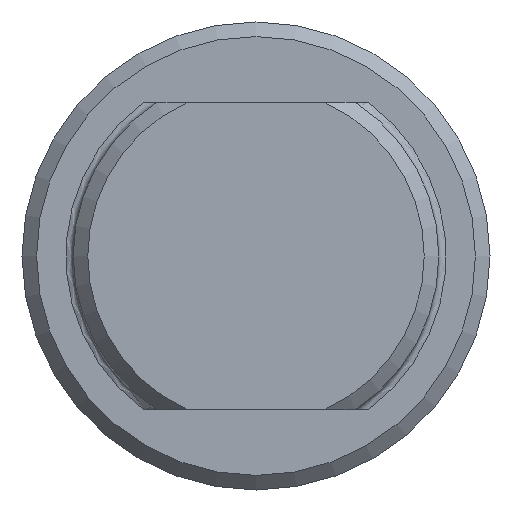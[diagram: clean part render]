
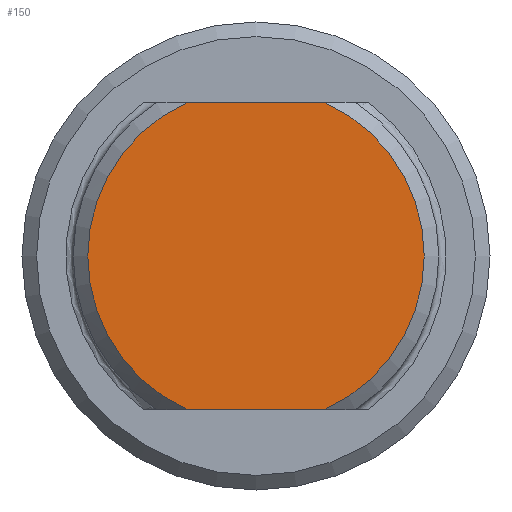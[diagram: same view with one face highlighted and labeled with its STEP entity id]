
A CAD part, front view. The second image highlights one B-rep face of the part: STEP entity #150.
In plain terms, the highlighted planar face has unit normal (0, -1, 0).
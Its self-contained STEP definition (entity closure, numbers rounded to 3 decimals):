
#150 = ADVANCED_FACE( '', ( #349 ), #350, .F. );
#349 = FACE_OUTER_BOUND( '', #593, .T. );
#350 = PLANE( '', #594 );
#593 = EDGE_LOOP( '', ( #892, #893, #894, #895 ) );
#594 = AXIS2_PLACEMENT_3D( '', #896, #897, #898 );
#892 = ORIENTED_EDGE( '', *, *, #1176, .T. );
#893 = ORIENTED_EDGE( '', *, *, #1177, .T. );
#894 = ORIENTED_EDGE( '', *, *, #1178, .T. );
#895 = ORIENTED_EDGE( '', *, *, #1137, .T. );
#896 = CARTESIAN_POINT( '', ( 0., -120.65, 0. ) );
#897 = DIRECTION( '', ( 0., 1., 0. ) );
#898 = DIRECTION( '', ( 0., 0., -1. ) );
#1137 = EDGE_CURVE( '', #1296, #1294, #1297, .F. );
#1176 = EDGE_CURVE( '', #1294, #1354, #1355, .T. );
#1177 = EDGE_CURVE( '', #1354, #1356, #1357, .F. );
#1178 = EDGE_CURVE( '', #1356, #1296, #1358, .T. );
#1294 = VERTEX_POINT( '', #1495 );
#1296 = VERTEX_POINT( '', #1500 );
#1297 = CIRCLE( '', #1501, 11.5 );
#1354 = VERTEX_POINT( '', #1563 );
#1355 = LINE( '', #1564, #1565 );
#1356 = VERTEX_POINT( '', #1566 );
#1357 = CIRCLE( '', #1567, 11.5 );
#1358 = LINE( '', #1568, #1569 );
#1495 = CARTESIAN_POINT( '', ( 4.69, -120.65, 10.5 ) );
#1500 = CARTESIAN_POINT( '', ( 4.69, -120.65, -10.5 ) );
#1501 = AXIS2_PLACEMENT_3D( '', #1758, #1759, #1760 );
#1563 = CARTESIAN_POINT( '', ( -4.69, -120.65, 10.5 ) );
#1564 = CARTESIAN_POINT( '', ( 12.5, -120.65, 10.5 ) );
#1565 = VECTOR( '', #1814, 1000. );
#1566 = CARTESIAN_POINT( '', ( -4.69, -120.65, -10.5 ) );
#1567 = AXIS2_PLACEMENT_3D( '', #1815, #1816, #1817 );
#1568 = CARTESIAN_POINT( '', ( -12.5, -120.65, -10.5 ) );
#1569 = VECTOR( '', #1818, 1000. );
#1758 = CARTESIAN_POINT( '', ( 0., -120.65, 0. ) );
#1759 = DIRECTION( '', ( 0., 1., 0. ) );
#1760 = DIRECTION( '', ( 0., 0., -1. ) );
#1814 = DIRECTION( '', ( -1., 0., 0. ) );
#1815 = CARTESIAN_POINT( '', ( 0., -120.65, 0. ) );
#1816 = DIRECTION( '', ( 0., 1., 0. ) );
#1817 = DIRECTION( '', ( 0., 0., -1. ) );
#1818 = DIRECTION( '', ( 1., 0., 0. ) );
